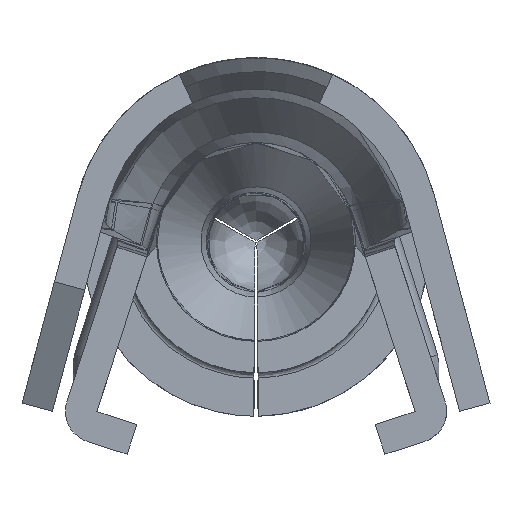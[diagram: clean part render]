
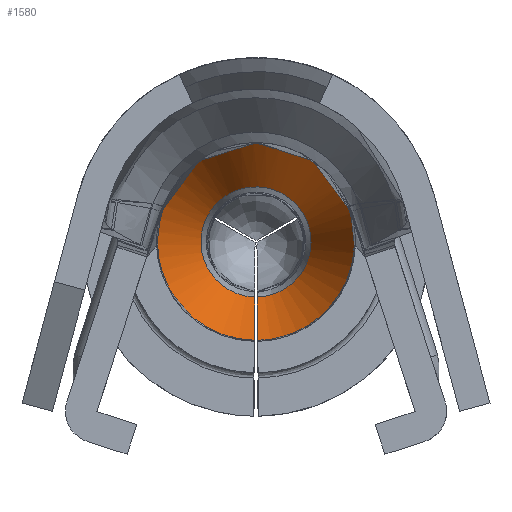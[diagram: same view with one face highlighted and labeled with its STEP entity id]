
A CAD part, left-side view. The second image highlights one B-rep face of the part: STEP entity #1580.
In plain terms, the highlighted free-form (B-spline) face has degree [2, 1] with [9, 2] control points.
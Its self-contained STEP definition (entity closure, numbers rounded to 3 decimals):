
#1472=CARTESIAN_POINT('V64',(3.881,0.013,
   -0.525));
#1473=VERTEX_POINT('V64',#1472);
#1482=CARTESIAN_POINT('V34',(3.881,-0.013,
   -0.525));
#1483=VERTEX_POINT('V34',#1482);
#1484=CARTESIAN_POINT('E91',(3.881,0.013,
   -0.525));
#1485=CARTESIAN_POINT('E91',(3.881,0.532,
   -0.512));
#1486=CARTESIAN_POINT('E91',(3.881,0.526,
   0.007));
#1487=CARTESIAN_POINT('E91',(3.881,0.519,
   0.526));
#1488=CARTESIAN_POINT('E91',(3.881,0.,
   0.526));
#1489=CARTESIAN_POINT('E91',(3.881,-0.519,
   0.526));
#1490=CARTESIAN_POINT('E91',(3.881,-0.526,
   0.007));
#1491=CARTESIAN_POINT('E91',(3.881,-0.532,
   -0.512));
#1492=CARTESIAN_POINT('E91',(3.881,-0.013,
   -0.525));
#1500=(BOUNDED_CURVE()B_SPLINE_CURVE(2,(#1484,#1485,#1486,#1487,
   #1488,#1489,#1490,#1491,#1492),.CIRCULAR_ARC.,.F.,.U.)
   B_SPLINE_CURVE_WITH_KNOTS((3,2,2,2,3),(0.0,0.25,
   0.5,0.75,1.0),.UNSPECIFIED.)CURVE()
   GEOMETRIC_REPRESENTATION_ITEM()RATIONAL_B_SPLINE_CURVE((1.0,
   0.712,1.0,0.712,1.0,0.712,1.0,
   0.712,1.0))REPRESENTATION_ITEM('E91'));
#1501=EDGE_CURVE('E91',#1473,#1483,#1500,.T.);
#1514=CARTESIAN_POINT('F36',(2.936,0.0,
   -0.987));
#1515=CARTESIAN_POINT('F36',(2.936,-0.987,
   -0.987));
#1516=CARTESIAN_POINT('F36',(2.936,-0.987,
   0.0));
#1517=CARTESIAN_POINT('F36',(2.936,-0.987,
   0.987));
#1518=CARTESIAN_POINT('F36',(2.936,0.0,0.987)
   );
#1519=CARTESIAN_POINT('F36',(2.936,0.987,
   0.987));
#1520=CARTESIAN_POINT('F36',(2.936,0.987,0.0)
   );
#1521=CARTESIAN_POINT('F36',(2.936,0.987,
   -0.987));
#1522=CARTESIAN_POINT('F36',(2.936,0.0,
   -0.987));
#1523=CARTESIAN_POINT('F36',(4.958,0.0,0.0));
#1524=CARTESIAN_POINT('F36',(4.958,0.0,0.0));
#1525=CARTESIAN_POINT('F36',(4.958,0.0,0.0));
#1526=CARTESIAN_POINT('F36',(4.958,0.0,0.0));
#1527=CARTESIAN_POINT('F36',(4.958,0.0,0.0));
#1528=CARTESIAN_POINT('F36',(4.958,0.0,0.0));
#1529=CARTESIAN_POINT('F36',(4.958,0.0,0.0));
#1530=CARTESIAN_POINT('F36',(4.958,0.0,0.0));
#1531=CARTESIAN_POINT('F36',(4.958,0.0,0.0));
#1539=(BOUNDED_SURFACE()B_SPLINE_SURFACE(2,1,((#1514,#1523),(
   #1515,#1524),(#1516,#1525),(#1517,#1526),(#1518,#1527),(
   #1519,#1528),(#1520,#1529),(#1521,#1530),(#1522,#1531)),
   .SURF_OF_REVOLUTION.,.T.,.F.,.U.)B_SPLINE_SURFACE_WITH_KNOTS((3,
   2,2,2,3),(2,2),(0.0,0.438,0.877,
   1.315,1.753),(0.0,1.0),.UNSPECIFIED.)
   GEOMETRIC_REPRESENTATION_ITEM()RATIONAL_B_SPLINE_SURFACE(((1.0,
   1.0),(0.707,0.707),(1.0,1.0),(
   0.707,0.707),(1.0,1.0),(
   0.707,0.707),(1.0,1.0),(
   0.707,0.707),(1.0,1.0)))
   REPRESENTATION_ITEM('F36')SURFACE());
#1540=ORIENTED_EDGE('E91',*,*,#1501,.F.);
#1541=CARTESIAN_POINT('V66',(3.032,0.015,
   -0.94));
#1542=VERTEX_POINT('V66',#1541);
#1543=CARTESIAN_POINT('E95',(3.881,0.013,
   -0.525));
#1544=CARTESIAN_POINT('E95',(3.788,0.014,
   -0.571));
#1545=CARTESIAN_POINT('E95',(3.602,0.014,
   -0.662));
#1546=CARTESIAN_POINT('E95',(3.319,0.015,
   -0.8));
#1547=CARTESIAN_POINT('E95',(3.128,0.015,
   -0.893));
#1548=CARTESIAN_POINT('E95',(3.032,0.016,
   -0.94));
#1549=B_SPLINE_CURVE_WITH_KNOTS('E95',3,(#1543,#1544,#1545,#1546,
   #1547,#1548),.UNSPECIFIED.,.F.,.U.,(4,1,1,4),(0.0,
   0.333,0.667,1.0),.UNSPECIFIED.);
#1550=EDGE_CURVE('E95',#1473,#1542,#1549,.T.);
#1551=ORIENTED_EDGE('E95',*,*,#1550,.T.);
#1552=CARTESIAN_POINT('V65',(3.032,-0.015,
   -0.94));
#1553=VERTEX_POINT('V65',#1552);
#1554=CARTESIAN_POINT('E94',(3.032,0.016,
   -0.94));
#1555=CARTESIAN_POINT('E94',(3.032,0.947,
   -0.924));
#1556=CARTESIAN_POINT('E94',(3.032,0.94,
   0.008));
#1557=CARTESIAN_POINT('E94',(3.032,0.932,
   0.94));
#1558=CARTESIAN_POINT('E94',(3.032,0.,
   0.94));
#1559=CARTESIAN_POINT('E94',(3.032,-0.932,
   0.94));
#1560=CARTESIAN_POINT('E94',(3.032,-0.94,
   0.008));
#1561=CARTESIAN_POINT('E94',(3.032,-0.947,
   -0.924));
#1562=CARTESIAN_POINT('E94',(3.032,-0.016,
   -0.94));
#1570=(BOUNDED_CURVE()B_SPLINE_CURVE(2,(#1554,#1555,#1556,#1557,
   #1558,#1559,#1560,#1561,#1562),.CIRCULAR_ARC.,.F.,.U.)
   B_SPLINE_CURVE_WITH_KNOTS((3,2,2,2,3),(0.0,0.25,
   0.5,0.75,1.0),.UNSPECIFIED.)CURVE()
   GEOMETRIC_REPRESENTATION_ITEM()RATIONAL_B_SPLINE_CURVE((1.0,
   0.71,1.0,0.71,1.0,0.71,1.0,
   0.71,1.0))REPRESENTATION_ITEM('E94'));
#1571=EDGE_CURVE('E94',#1542,#1553,#1570,.T.);
#1572=ORIENTED_EDGE('E94',*,*,#1571,.T.);
#1573=CARTESIAN_POINT('E93',(3.032,-0.016,
   -0.94));
#1574=CARTESIAN_POINT('E93',(3.881,-0.013,
   -0.525));
#1575=QUASI_UNIFORM_CURVE('E93',1,(#1573,#1574),.POLYLINE_FORM.,.F.,
   .U.);
#1576=EDGE_CURVE('E93',#1553,#1483,#1575,.T.);
#1577=ORIENTED_EDGE('E93',*,*,#1576,.T.);
#1578=EDGE_LOOP('F36',(#1540,#1551,#1572,#1577));
#1579=FACE_OUTER_BOUND('F36',#1578,.F.);
#1580=ADVANCED_FACE('F36',(#1579),#1539,.T.);
